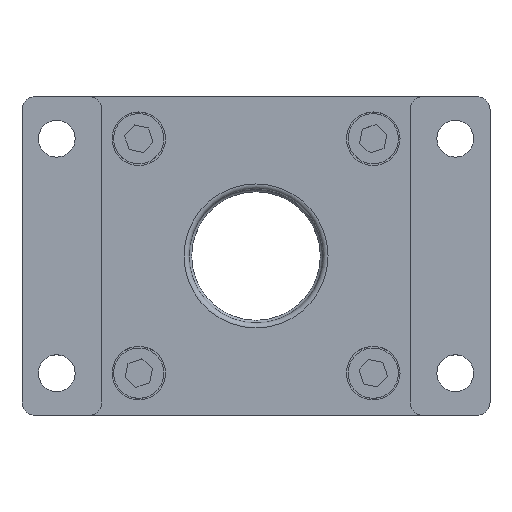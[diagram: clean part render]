
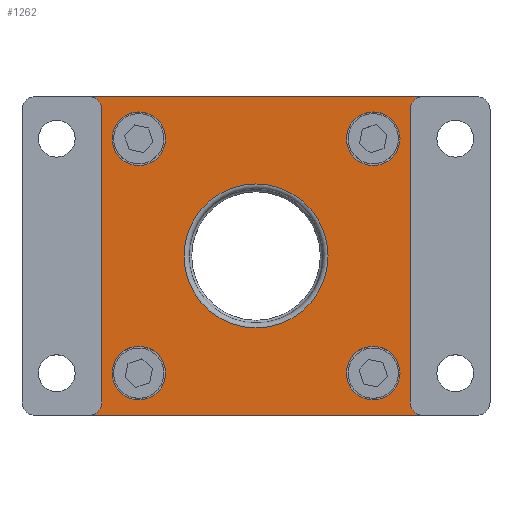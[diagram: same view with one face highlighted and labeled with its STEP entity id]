
A CAD part, top view. The second image highlights one B-rep face of the part: STEP entity #1262.
In plain terms, the highlighted planar face has unit normal (0, 0, 1).
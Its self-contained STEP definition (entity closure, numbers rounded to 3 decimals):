
#58=CIRCLE('',#1343,4.);
#60=CIRCLE('',#1346,4.);
#62=CIRCLE('',#1349,4.);
#64=CIRCLE('',#1352,4.);
#94=CIRCLE('',#1400,21.5);
#95=CIRCLE('',#1401,8.);
#96=CIRCLE('',#1402,8.);
#97=CIRCLE('',#1403,8.);
#98=CIRCLE('',#1404,8.);
#364=ORIENTED_EDGE('',*,*,#567,.T.);
#365=ORIENTED_EDGE('',*,*,#509,.T.);
#366=ORIENTED_EDGE('',*,*,#545,.F.);
#367=ORIENTED_EDGE('',*,*,#505,.T.);
#368=ORIENTED_EDGE('',*,*,#566,.T.);
#369=ORIENTED_EDGE('',*,*,#501,.T.);
#370=ORIENTED_EDGE('',*,*,#552,.F.);
#371=ORIENTED_EDGE('',*,*,#513,.T.);
#372=ORIENTED_EDGE('',*,*,#568,.T.);
#373=ORIENTED_EDGE('',*,*,#569,.F.);
#374=ORIENTED_EDGE('',*,*,#570,.F.);
#375=ORIENTED_EDGE('',*,*,#571,.F.);
#376=ORIENTED_EDGE('',*,*,#572,.F.);
#501=EDGE_CURVE('',#636,#635,#58,.T.);
#505=EDGE_CURVE('',#640,#639,#60,.T.);
#509=EDGE_CURVE('',#644,#643,#62,.T.);
#513=EDGE_CURVE('',#648,#647,#64,.T.);
#545=EDGE_CURVE('',#640,#643,#787,.T.);
#552=EDGE_CURVE('',#648,#635,#792,.T.);
#566=EDGE_CURVE('',#639,#636,#797,.T.);
#567=EDGE_CURVE('',#647,#644,#798,.T.);
#568=EDGE_CURVE('',#686,#686,#94,.T.);
#569=EDGE_CURVE('',#687,#687,#95,.T.);
#570=EDGE_CURVE('',#688,#688,#96,.T.);
#571=EDGE_CURVE('',#689,#689,#97,.T.);
#572=EDGE_CURVE('',#690,#690,#98,.T.);
#635=VERTEX_POINT('',#1980);
#636=VERTEX_POINT('',#1982);
#639=VERTEX_POINT('',#1989);
#640=VERTEX_POINT('',#1991);
#643=VERTEX_POINT('',#1998);
#644=VERTEX_POINT('',#2000);
#647=VERTEX_POINT('',#2007);
#648=VERTEX_POINT('',#2009);
#686=VERTEX_POINT('',#2120);
#687=VERTEX_POINT('',#2122);
#688=VERTEX_POINT('',#2124);
#689=VERTEX_POINT('',#2126);
#690=VERTEX_POINT('',#2128);
#787=LINE('',#2077,#891);
#792=LINE('',#2088,#896);
#797=LINE('',#2113,#901);
#798=LINE('',#2116,#902);
#891=VECTOR('',#1692,1000.);
#896=VECTOR('',#1705,1000.);
#901=VECTOR('',#1732,1000.);
#902=VECTOR('',#1737,1000.);
#981=EDGE_LOOP('',(#364,#365,#366,#367,#368,#369,#370,#371));
#982=EDGE_LOOP('',(#372));
#983=EDGE_LOOP('',(#373));
#984=EDGE_LOOP('',(#374));
#985=EDGE_LOOP('',(#375));
#986=EDGE_LOOP('',(#376));
#1107=FACE_BOUND('',#981,.T.);
#1108=FACE_BOUND('',#982,.T.);
#1109=FACE_BOUND('',#983,.T.);
#1110=FACE_BOUND('',#984,.T.);
#1111=FACE_BOUND('',#985,.T.);
#1112=FACE_BOUND('',#986,.T.);
#1204=PLANE('',#1399);
#1262=ADVANCED_FACE('',(#1107,#1108,#1109,#1110,#1111,#1112),#1204,.T.);
#1343=AXIS2_PLACEMENT_3D('',#1981,#1597,#1598);
#1346=AXIS2_PLACEMENT_3D('',#1990,#1605,#1606);
#1349=AXIS2_PLACEMENT_3D('',#1999,#1613,#1614);
#1352=AXIS2_PLACEMENT_3D('',#2008,#1621,#1622);
#1399=AXIS2_PLACEMENT_3D('',#2118,#1740,#1741);
#1400=AXIS2_PLACEMENT_3D('',#2119,#1742,#1743);
#1401=AXIS2_PLACEMENT_3D('',#2121,#1744,#1745);
#1402=AXIS2_PLACEMENT_3D('',#2123,#1746,#1747);
#1403=AXIS2_PLACEMENT_3D('',#2125,#1748,#1749);
#1404=AXIS2_PLACEMENT_3D('',#2127,#1750,#1751);
#1597=DIRECTION('',(0.,0.,-1.));
#1598=DIRECTION('',(1.,0.,0.));
#1605=DIRECTION('',(0.,0.,-1.));
#1606=DIRECTION('',(1.,0.,0.));
#1613=DIRECTION('',(0.,0.,-1.));
#1614=DIRECTION('',(1.,0.,0.));
#1621=DIRECTION('',(0.,0.,-1.));
#1622=DIRECTION('',(1.,0.,0.));
#1692=DIRECTION('',(0.,-1.,0.));
#1705=DIRECTION('',(0.,1.,0.));
#1732=DIRECTION('',(-1.,0.,0.));
#1737=DIRECTION('',(1.,0.,0.));
#1740=DIRECTION('',(0.,0.,1.));
#1741=DIRECTION('',(1.,0.,0.));
#1742=DIRECTION('',(0.,0.,-1.));
#1743=DIRECTION('',(1.,0.,0.));
#1744=DIRECTION('',(0.,0.,1.));
#1745=DIRECTION('',(1.,0.,0.));
#1746=DIRECTION('',(0.,0.,1.));
#1747=DIRECTION('',(1.,0.,0.));
#1748=DIRECTION('',(0.,0.,1.));
#1749=DIRECTION('',(-1.,0.,0.));
#1750=DIRECTION('',(0.,0.,1.));
#1751=DIRECTION('',(-1.,0.,0.));
#1980=CARTESIAN_POINT('',(-46.,43.6,15.));
#1981=CARTESIAN_POINT('',(-50.,43.6,15.));
#1982=CARTESIAN_POINT('',(-50.,47.6,15.));
#1989=CARTESIAN_POINT('',(50.,47.6,15.));
#1990=CARTESIAN_POINT('',(50.,43.6,15.));
#1991=CARTESIAN_POINT('',(46.,43.6,15.));
#1998=CARTESIAN_POINT('',(46.,-43.6,15.));
#1999=CARTESIAN_POINT('',(50.,-43.6,15.));
#2000=CARTESIAN_POINT('',(50.,-47.6,15.));
#2007=CARTESIAN_POINT('',(-50.,-47.6,15.));
#2008=CARTESIAN_POINT('',(-50.,-43.6,15.));
#2009=CARTESIAN_POINT('',(-46.,-43.6,15.));
#2077=CARTESIAN_POINT('',(46.,47.6,15.));
#2088=CARTESIAN_POINT('',(-46.,47.6,15.));
#2113=CARTESIAN_POINT('',(-69.875,47.6,15.));
#2116=CARTESIAN_POINT('',(-69.875,-47.6,15.));
#2118=CARTESIAN_POINT('',(-69.875,47.6,15.));
#2119=CARTESIAN_POINT('',(0.,0.,15.));
#2120=CARTESIAN_POINT('',(21.5,0.,15.));
#2121=CARTESIAN_POINT('',(-35.,35.,15.));
#2122=CARTESIAN_POINT('',(-27.,35.,15.));
#2123=CARTESIAN_POINT('',(35.,-35.,15.));
#2124=CARTESIAN_POINT('',(43.,-35.,15.));
#2125=CARTESIAN_POINT('',(-35.,-35.,15.));
#2126=CARTESIAN_POINT('',(-43.,-35.,15.));
#2127=CARTESIAN_POINT('',(35.,35.,15.));
#2128=CARTESIAN_POINT('',(27.,35.,15.));
